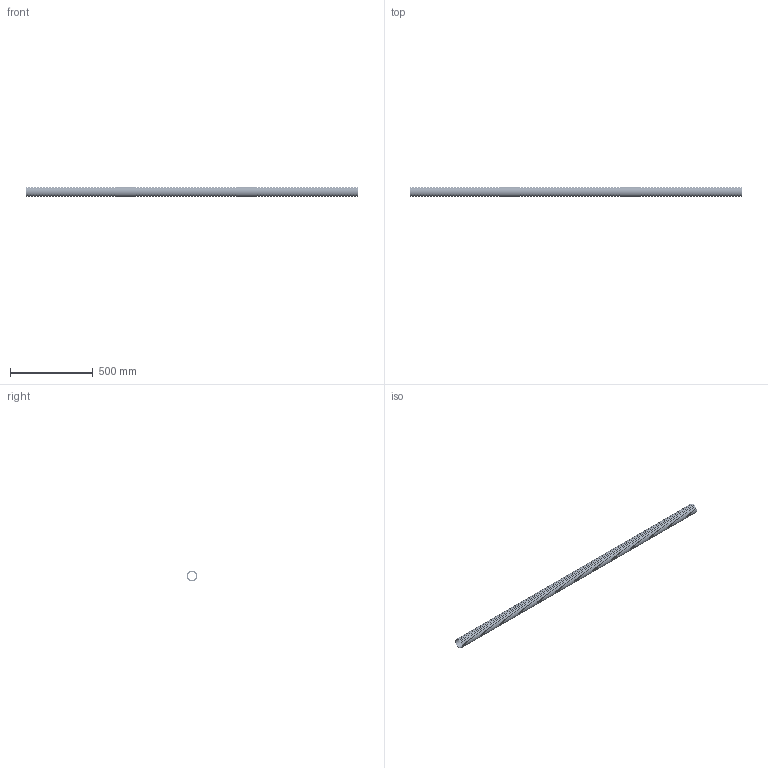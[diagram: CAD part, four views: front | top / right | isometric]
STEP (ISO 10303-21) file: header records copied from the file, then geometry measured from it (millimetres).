
FILE_DESCRIPTION (( 'STEP AP203' ), '1' );
FILE_NAME ('CTG12-063-K04-050.STEP', '2016-06-16T07:18:00', ( '' ), ( '' ), 'SwSTEP 2.0', 'SolidWorks 2014', '' );
FILE_SCHEMA (( 'CONFIG_CONTROL_DESIGN' ));
Length unit declared in the file: millimetre
Products named in the file (1): CTG12-063-K04-050
Bounding box: 2000.2 x 63 x 63 mm (x, y, z)
Volume: 434960.2 mm3; surface area: 1912173.1 mm2
Topology: 1 solids, 223 shells, 1780 faces, 2892 edges, 2002 vertices
Faces by surface type: plane 890, cylinder 890
Full cylindrical faces by diameter (mm): 52 x1, 52.4 x222, 54 x223, 62 x222, 63 x222
Entity records: 36129 total; most frequent: DIRECTION 7122, CARTESIAN_POINT 5341, AXIS2_PLACEMENT_3D 3561, EDGE_LOOP 3560, ORIENTED_EDGE 3560, FACE_OUTER_BOUND 2670, VERTEX_POINT 1780, ADVANCED_FACE 1780
